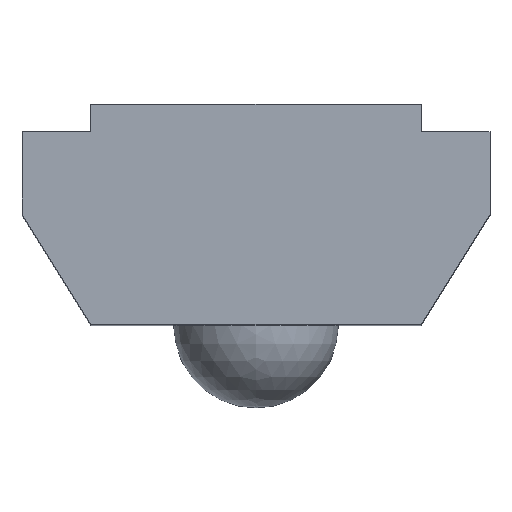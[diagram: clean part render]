
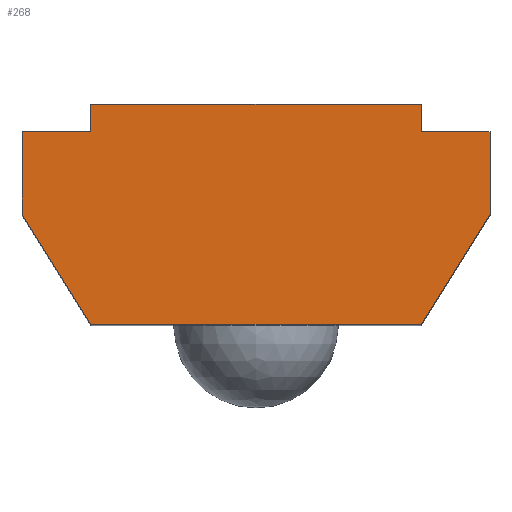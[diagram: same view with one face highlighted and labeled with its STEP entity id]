
A CAD part, top view. The second image highlights one B-rep face of the part: STEP entity #268.
In plain terms, the highlighted planar face has unit normal (0, 0, 1).
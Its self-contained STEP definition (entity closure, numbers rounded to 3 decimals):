
#1 = ORIENTED_EDGE ( 'NONE', *, *, #400, .T. ) ;
#3 = LINE ( 'NONE', #310, #313 ) ;
#9 = ORIENTED_EDGE ( 'NONE', *, *, #52, .T. ) ;
#17 = CARTESIAN_POINT ( 'NONE',  ( 3., 0., 17. ) ) ;
#21 = CARTESIAN_POINT ( 'NONE',  ( 4.25, -2., 17. ) ) ;
#43 = EDGE_LOOP ( 'NONE', ( #66, #9, #205, #463, #384, #493, #197, #116, #1, #125 ) ) ;
#52 = EDGE_CURVE ( 'NONE', #450, #100, #422, .T. ) ;
#58 = LINE ( 'NONE', #129, #90 ) ;
#65 = PLANE ( 'NONE',  #426 ) ;
#66 = ORIENTED_EDGE ( 'NONE', *, *, #309, .T. ) ;
#78 = VERTEX_POINT ( 'NONE', #80 ) ;
#80 = CARTESIAN_POINT ( 'NONE',  ( -3., -4., 17. ) ) ;
#85 = DIRECTION ( 'NONE',  ( 0., 1., 0. ) ) ;
#86 = DIRECTION ( 'NONE',  ( 0., -1., 0. ) ) ;
#90 = VECTOR ( 'NONE', #85, 1000. ) ;
#100 = VERTEX_POINT ( 'NONE', #408 ) ;
#116 = ORIENTED_EDGE ( 'NONE', *, *, #124, .T. ) ;
#122 = DIRECTION ( 'NONE',  ( 0., 1., 0. ) ) ;
#124 = EDGE_CURVE ( 'NONE', #337, #245, #441, .T. ) ;
#125 = ORIENTED_EDGE ( 'NONE', *, *, #334, .T. ) ;
#129 = CARTESIAN_POINT ( 'NONE',  ( 3., 0., 17. ) ) ;
#131 = CARTESIAN_POINT ( 'NONE',  ( -3., 0., 17. ) ) ;
#143 = CARTESIAN_POINT ( 'NONE',  ( 4.25, -0.5, 17. ) ) ;
#144 = VECTOR ( 'NONE', #219, 1000. ) ;
#147 = CARTESIAN_POINT ( 'NONE',  ( 0., 0., 17. ) ) ;
#149 = EDGE_CURVE ( 'NONE', #100, #390, #485, .T. ) ;
#152 = FACE_OUTER_BOUND ( 'NONE', #43, .T. ) ;
#156 = VERTEX_POINT ( 'NONE', #17 ) ;
#162 = CARTESIAN_POINT ( 'NONE',  ( 4.25, -0.5, 17. ) ) ;
#187 = CARTESIAN_POINT ( 'NONE',  ( -3., 0., 17. ) ) ;
#192 = VECTOR ( 'NONE', #361, 1000. ) ;
#194 = EDGE_CURVE ( 'NONE', #78, #209, #294, .T. ) ;
#196 = CARTESIAN_POINT ( 'NONE',  ( -3., -0.5, 17. ) ) ;
#197 = ORIENTED_EDGE ( 'NONE', *, *, #496, .T. ) ;
#205 = ORIENTED_EDGE ( 'NONE', *, *, #149, .T. ) ;
#209 = VERTEX_POINT ( 'NONE', #267 ) ;
#212 = CARTESIAN_POINT ( 'NONE',  ( 3., -0.5, 17. ) ) ;
#218 = CARTESIAN_POINT ( 'NONE',  ( -3., -4., 17. ) ) ;
#219 = DIRECTION ( 'NONE',  ( 1., 0., 0. ) ) ;
#221 = CARTESIAN_POINT ( 'NONE',  ( -3., 0., 17. ) ) ;
#227 = VECTOR ( 'NONE', #328, 1000. ) ;
#245 = VERTEX_POINT ( 'NONE', #418 ) ;
#260 = CARTESIAN_POINT ( 'NONE',  ( -4.25, -2., 17. ) ) ;
#267 = CARTESIAN_POINT ( 'NONE',  ( 3., -4., 17. ) ) ;
#268 = ADVANCED_FACE ( 'NONE', ( #152 ), #65, .F. ) ;
#275 = DIRECTION ( 'NONE',  ( 0.53, -0.848, 0. ) ) ;
#282 = VERTEX_POINT ( 'NONE', #187 ) ;
#287 = DIRECTION ( 'NONE',  ( 0., -1., 0. ) ) ;
#294 = LINE ( 'NONE', #218, #144 ) ;
#309 = EDGE_CURVE ( 'NONE', #282, #450, #480, .T. ) ;
#310 = CARTESIAN_POINT ( 'NONE',  ( -4.25, -2., 17. ) ) ;
#313 = VECTOR ( 'NONE', #275, 1000. ) ;
#318 = DIRECTION ( 'NONE',  ( -1., 0., 0. ) ) ;
#328 = DIRECTION ( 'NONE',  ( -1., 0., 0. ) ) ;
#334 = EDGE_CURVE ( 'NONE', #156, #282, #489, .T. ) ;
#337 = VERTEX_POINT ( 'NONE', #143 ) ;
#354 = VECTOR ( 'NONE', #318, 1000. ) ;
#360 = CARTESIAN_POINT ( 'NONE',  ( -3., -0.5, 17. ) ) ;
#361 = DIRECTION ( 'NONE',  ( -1., 0., 0. ) ) ;
#380 = DIRECTION ( 'NONE',  ( -1., 0., 0. ) ) ;
#382 = VECTOR ( 'NONE', #287, 1000. ) ;
#384 = ORIENTED_EDGE ( 'NONE', *, *, #194, .T. ) ;
#390 = VERTEX_POINT ( 'NONE', #260 ) ;
#394 = VERTEX_POINT ( 'NONE', #21 ) ;
#396 = CARTESIAN_POINT ( 'NONE',  ( 4.25, -2., 17. ) ) ;
#400 = EDGE_CURVE ( 'NONE', #245, #156, #58, .T. ) ;
#408 = CARTESIAN_POINT ( 'NONE',  ( -4.25, -0.5, 17. ) ) ;
#414 = DIRECTION ( 'NONE',  ( 0., 0., -1. ) ) ;
#418 = CARTESIAN_POINT ( 'NONE',  ( 3., -0.5, 17. ) ) ;
#422 = LINE ( 'NONE', #196, #354 ) ;
#426 = AXIS2_PLACEMENT_3D ( 'NONE', #147, #414, #380 ) ;
#427 = LINE ( 'NONE', #162, #484 ) ;
#431 = LINE ( 'NONE', #396, #445 ) ;
#441 = LINE ( 'NONE', #212, #227 ) ;
#445 = VECTOR ( 'NONE', #465, 1000. ) ;
#447 = CARTESIAN_POINT ( 'NONE',  ( -4.25, -0.5, 17. ) ) ;
#450 = VERTEX_POINT ( 'NONE', #360 ) ;
#463 = ORIENTED_EDGE ( 'NONE', *, *, #481, .T. ) ;
#464 = VECTOR ( 'NONE', #86, 1000. ) ;
#465 = DIRECTION ( 'NONE',  ( 0.53, 0.848, 0. ) ) ;
#480 = LINE ( 'NONE', #131, #382 ) ;
#481 = EDGE_CURVE ( 'NONE', #390, #78, #3, .T. ) ;
#484 = VECTOR ( 'NONE', #122, 1000. ) ;
#485 = LINE ( 'NONE', #447, #464 ) ;
#489 = LINE ( 'NONE', #221, #192 ) ;
#493 = ORIENTED_EDGE ( 'NONE', *, *, #498, .T. ) ;
#496 = EDGE_CURVE ( 'NONE', #394, #337, #427, .T. ) ;
#498 = EDGE_CURVE ( 'NONE', #209, #394, #431, .T. ) ;
